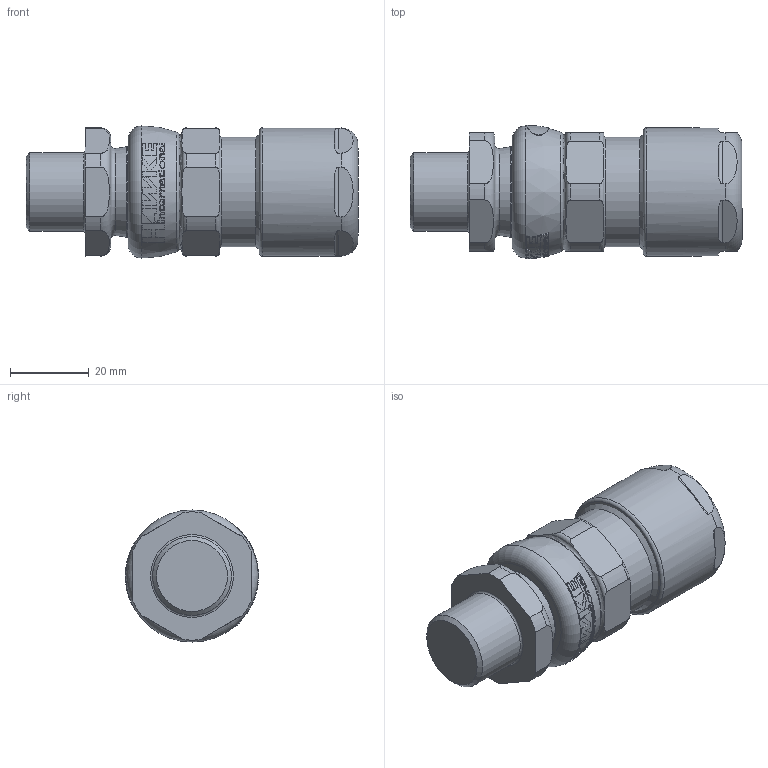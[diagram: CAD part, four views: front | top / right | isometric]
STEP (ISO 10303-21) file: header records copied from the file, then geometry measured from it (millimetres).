
FILE_DESCRIPTION(/* description */ (''),/* implementation_level */ '2;1');
FILE_NAME(/* name */ 'ICG_653_UNIV_X A.stp',/* time_stamp */ '2019-08-02T17:10:10+06:00',/* author */ ('vinaykumark'),/* organization */ (''),/* preprocessor_version */ 'ST-DEVELOPER v16.13',/* originating_system */ 'Autodesk Inventor 2018',/* authorisation */ '');
FILE_SCHEMA (('AUTOMOTIVE_DESIGN { 1 0 10303 214 3 1 1 }'));
Length unit declared in the file: millimetre
Products named in the file (1): ICG 653 UNIV X
Bounding box: 84.19 x 33.8 x 33.5 mm (x, y, z)
Volume: 92809.3 mm3; surface area: 29233.8 mm2
Topology: 11 solids, 11 shells, 835 faces, 2200 edges, 1437 vertices
Faces by surface type: plane 295, torus 200, bspline 152, cylinder 110, cone 76, sphere 2
Full cylindrical faces by diameter (mm): 0.6 x6, 14.1 x1, 14.3 x1, 16.9 x2, 19.2 x1, 19.4 x1, 20 x1, 21 x1, 21.2 x1, 22.26 x1, 23 x3, 23.26 x1, 23.5 x1, 24.5 x1, 25.32 x1, 27.7 x1, 28.5 x1, 28.55 x1, 30 x1, 32.5 x1
Entity records: 29882 total; most frequent: CARTESIAN_POINT 9560, ORIENTED_EDGE 4136, DIRECTION 3858, EDGE_CURVE 2068, AXIS2_PLACEMENT_3D 1603, VERTEX_POINT 1423, EDGE_LOOP 1007, ADVANCED_FACE 835
